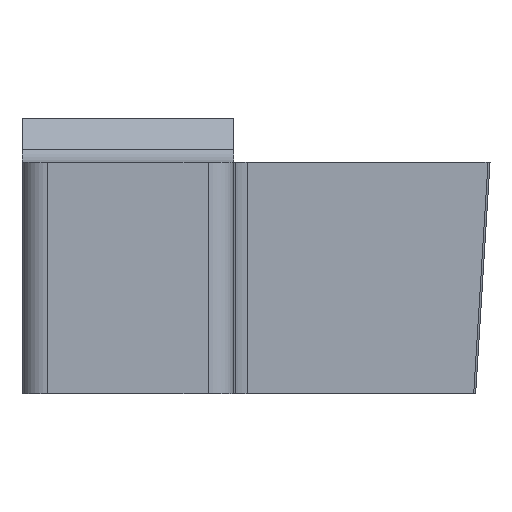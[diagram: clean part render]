
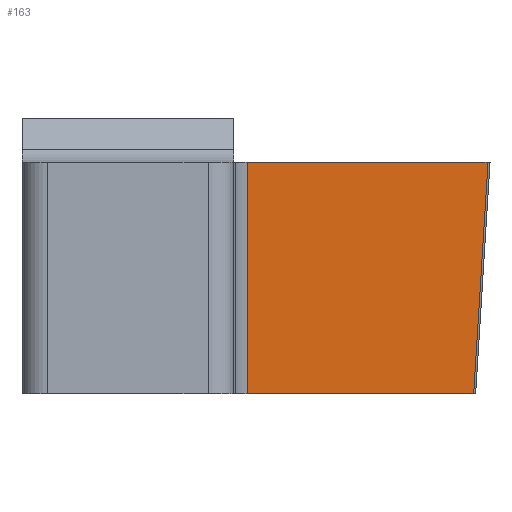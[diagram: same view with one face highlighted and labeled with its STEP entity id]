
A CAD part, front view. The second image highlights one B-rep face of the part: STEP entity #163.
In plain terms, the highlighted planar face has unit normal (0.706, -0.706, -0.044).
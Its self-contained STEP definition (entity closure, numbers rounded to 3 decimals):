
#163=ADVANCED_FACE('',(#196),#184,.T.);
#184=PLANE('',#615);
#196=FACE_OUTER_BOUND('',#217,.T.);
#217=EDGE_LOOP('',(#370,#371,#372,#373));
#251=LINE('',#845,#290);
#272=LINE('',#903,#311);
#273=LINE('',#905,#312);
#274=LINE('',#907,#313);
#290=VECTOR('',#650,1.);
#311=VECTOR('',#689,1.);
#312=VECTOR('',#690,1.);
#313=VECTOR('',#691,1.);
#370=ORIENTED_EDGE('',*,*,#518,.T.);
#371=ORIENTED_EDGE('',*,*,#492,.T.);
#372=ORIENTED_EDGE('',*,*,#519,.T.);
#373=ORIENTED_EDGE('',*,*,#520,.T.);
#454=VERTEX_POINT('',#844);
#455=VERTEX_POINT('',#846);
#476=VERTEX_POINT('',#904);
#477=VERTEX_POINT('',#906);
#492=EDGE_CURVE('',#455,#454,#251,.T.);
#518=EDGE_CURVE('',#476,#455,#272,.T.);
#519=EDGE_CURVE('',#454,#477,#273,.T.);
#520=EDGE_CURVE('',#477,#476,#274,.T.);
#615=AXIS2_PLACEMENT_3D('',#908,#692,#693);
#650=DIRECTION('',(0.707,0.707,0.));
#689=DIRECTION('',(0.,0.062,-0.998));
#690=DIRECTION('',(0.062,0.,0.998));
#691=DIRECTION('',(-0.707,-0.707,0.));
#692=DIRECTION('',(0.706,-0.706,-0.044));
#693=DIRECTION('',(-0.707,-0.707,0.));
#844=CARTESIAN_POINT('',(10.13,16.282,-6.389));
#845=CARTESIAN_POINT('',(7.039,13.191,-6.389));
#846=CARTESIAN_POINT('',(3.498,9.65,-6.389));
#903=CARTESIAN_POINT('',(3.498,9.687,-6.987));
#904=CARTESIAN_POINT('',(3.498,9.231,0.4));
#905=CARTESIAN_POINT('',(12.682,16.282,34.933));
#906=CARTESIAN_POINT('',(10.549,16.282,0.4));
#907=CARTESIAN_POINT('',(7.249,12.982,0.4));
#908=CARTESIAN_POINT('',(7.237,12.994,0.));
